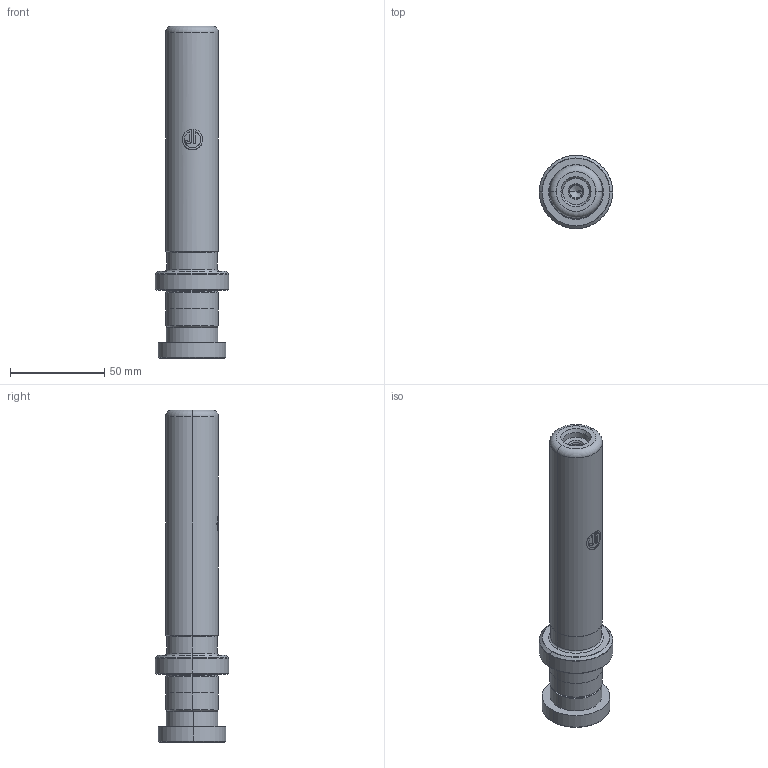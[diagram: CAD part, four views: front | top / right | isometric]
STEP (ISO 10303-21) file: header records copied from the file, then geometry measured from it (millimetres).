
FILE_DESCRIPTION (( 'STEP AP214' ), '1' );
FILE_NAME ('TRPK-D28-L140.STEP', '2025-01-16T06:36:49', ( '111' ), ( '21222' ), 'SwSTEP 2.0', 'SolidWorks 2020', '' );
FILE_SCHEMA (( 'AUTOMOTIVE_DESIGN' ));
Length unit declared in the file: millimetre
Products named in the file (3): DRPK蹟簽D28; TRPK-D28-L140
Assembly tree (2 placements, depth 2):
  TRPK-D28-L140
    TRPK-D28-L140
    DRPK蹟簽D28
Bounding box: 39 x 39 x 176 mm (x, y, z)
Volume: 108183.9 mm3; surface area: 22396 mm2
Topology: 2 solids, 2 shells, 95 faces, 202 edges, 120 vertices
Faces by surface type: cylinder 30, cone 26, plane 19, torus 12, bspline 8
Entity records: 3938 total; most frequent: CARTESIAN_POINT 1748, DIRECTION 460, ORIENTED_EDGE 396, EDGE_CURVE 198, AXIS2_PLACEMENT_3D 198, VERTEX_POINT 120, EDGE_LOOP 110, CIRCLE 106
